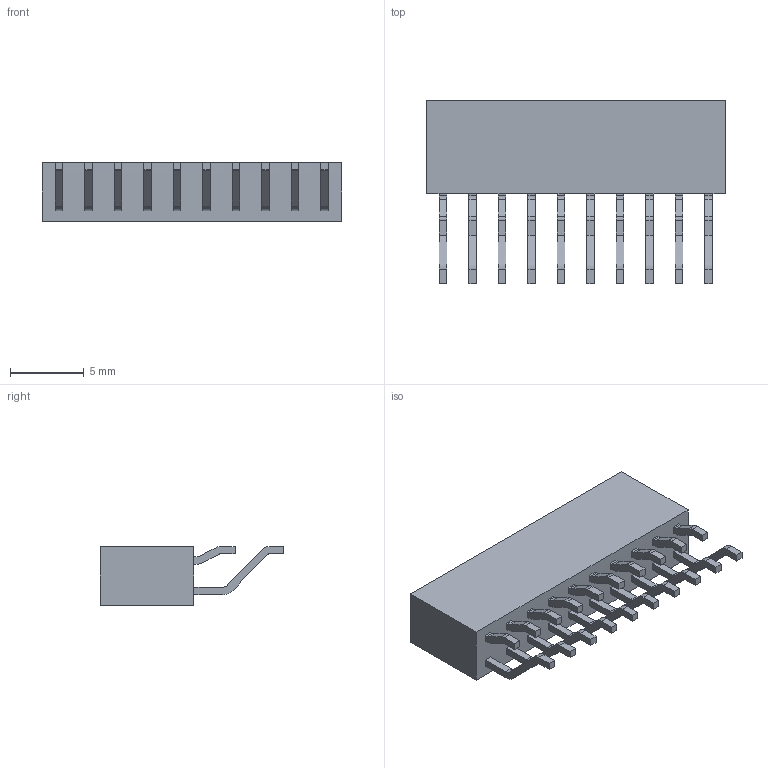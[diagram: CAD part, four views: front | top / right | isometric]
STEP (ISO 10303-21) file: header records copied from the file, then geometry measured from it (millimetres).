
FILE_DESCRIPTION( ('This file contains a STEP AP42 implementation' ,'as created by ZW3D STEP Interface translator.') ,'2;1' );
FILE_NAME( '2263-2XXZXXDYNX1.stp' ,'23 418.161321', (''), ('ZWCAD Software Co.'), 'Version 1.0', 'ZW3D to STEP translator', '' );
FILE_SCHEMA(('AUTOMOTIVE_DESIGN { 1 0 10303 214 1 1 1 1 }'));
Length unit declared in the file: millimetre
Products named in the file (2): 0; 2263-220ZXXDYNT1
Bounding box: 20.33 x 12.45 x 4 mm (x, y, z)
Volume: 485.4 mm3; surface area: 1433.2 mm2
Topology: 1 solids, 1 shells, 1997 faces, 6158 edges, 4060 vertices
Faces by surface type: plane 1451, cylinder 376, bspline 170
Entity records: 89070 total; most frequent: CARTESIAN_POINT 42467, ORIENTED_EDGE 12316, EDGE_CURVE 6158, B_SPLINE_CURVE_WITH_KNOTS 5101, DIRECTION 4941, VERTEX_POINT 4060, EDGE_LOOP 2088, AXIS2_PLACEMENT_3D 2066
